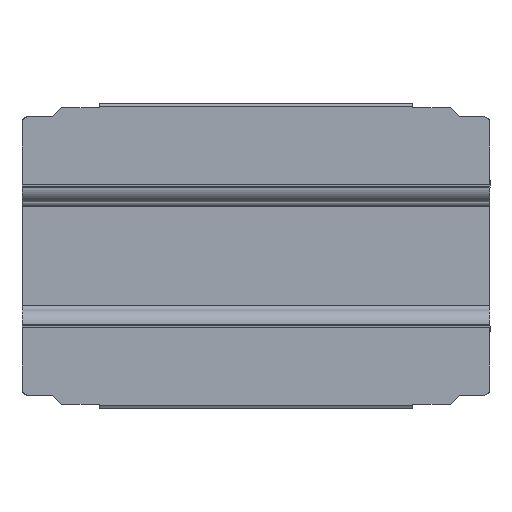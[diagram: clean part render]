
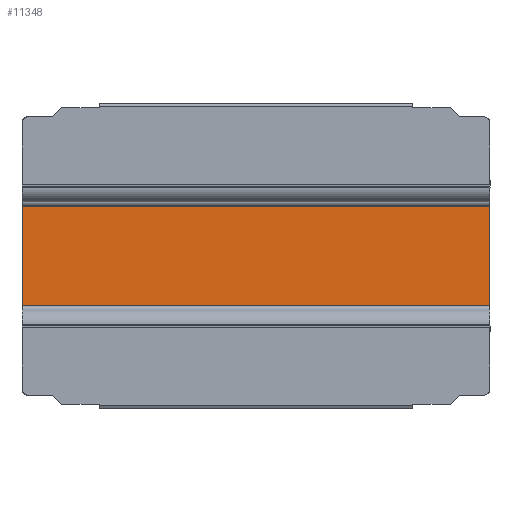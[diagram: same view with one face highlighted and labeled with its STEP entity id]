
A CAD part, front view. The second image highlights one B-rep face of the part: STEP entity #11348.
In plain terms, the highlighted planar face has unit normal (0, -1, 0).
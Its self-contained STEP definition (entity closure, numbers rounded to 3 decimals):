
#1972 = EDGE_LOOP ( 'NONE', ( #16053, #16054, #16055, #16056 ) ) ;
#9267 = VERTEX_POINT ( 'NONE', #14480 ) ;
#9268 = VERTEX_POINT ( 'NONE', #14481 ) ;
#9574 = VERTEX_POINT ( 'NONE', #14787 ) ;
#9575 = VERTEX_POINT ( 'NONE', #14788 ) ;
#10758 = CARTESIAN_POINT ( 'NONE',  ( -80., 5.5, 4.5 ) ) ;
#10759 = PLANE ( 'NONE',  #11467 ) ;
#10761 = DIRECTION ( 'NONE',  ( 0., 1., 0. ) ) ;
#10762 = DIRECTION ( 'NONE',  ( 0., 0., 1. ) ) ;
#11348 = ADVANCED_FACE ( 'NONE', ( #11796 ), #10759, .F. ) ;
#11467 = AXIS2_PLACEMENT_3D ( 'NONE', #10758, #10761, #10762 ) ;
#11796 = FACE_OUTER_BOUND ( 'NONE', #1972, .T. ) ;
#12066 = VECTOR ( 'NONE', #20815, 1000. ) ;
#12067 = LINE ( 'NONE', #20814, #12066 ) ;
#12263 = VECTOR ( 'NONE', #21824, 1000. ) ;
#12266 = LINE ( 'NONE', #21823, #12263 ) ;
#12286 = LINE ( 'NONE', #21871, #12293 ) ;
#12293 = VECTOR ( 'NONE', #21872, 1000. ) ;
#14480 = CARTESIAN_POINT ( 'NONE',  ( -65.3, 5.5, -4.3 ) ) ;
#14481 = CARTESIAN_POINT ( 'NONE',  ( -65.3, 5.5, 4.3 ) ) ;
#14787 = CARTESIAN_POINT ( 'NONE',  ( -34.7, 5.5, 4.3 ) ) ;
#14788 = CARTESIAN_POINT ( 'NONE',  ( -34.7, 5.5, -4.3 ) ) ;
#16053 = ORIENTED_EDGE ( 'NONE', *, *, #16591, .T. ) ;
#16054 = ORIENTED_EDGE ( 'NONE', *, *, #16495, .T. ) ;
#16055 = ORIENTED_EDGE ( 'NONE', *, *, #16329, .T. ) ;
#16056 = ORIENTED_EDGE ( 'NONE', *, *, #16478, .T. ) ;
#16329 = EDGE_CURVE ( 'NONE', #9575, #9574, #12067, .T. ) ;
#16478 = EDGE_CURVE ( 'NONE', #9574, #9268, #12266, .T. ) ;
#16495 = EDGE_CURVE ( 'NONE', #9267, #9575, #12286, .T. ) ;
#16591 = EDGE_CURVE ( 'NONE', #9268, #9267, #23152, .T. ) ;
#20814 = CARTESIAN_POINT ( 'NONE',  ( -34.7, 5.5, -4.5 ) ) ;
#20815 = DIRECTION ( 'NONE',  ( 0., 0., 1. ) ) ;
#21823 = CARTESIAN_POINT ( 'NONE',  ( -65.3, 5.5, 4.3 ) ) ;
#21824 = DIRECTION ( 'NONE',  ( -1., 0., 0. ) ) ;
#21871 = CARTESIAN_POINT ( 'NONE',  ( -34.7, 5.5, -4.3 ) ) ;
#21872 = DIRECTION ( 'NONE',  ( 1., 0., 0. ) ) ;
#22493 = CARTESIAN_POINT ( 'NONE',  ( -65.3, 5.5, -4.5 ) ) ;
#22494 = DIRECTION ( 'NONE',  ( 0., 0., -1. ) ) ;
#23152 = LINE ( 'NONE', #22493, #23153 ) ;
#23153 = VECTOR ( 'NONE', #22494, 1000. ) ;
